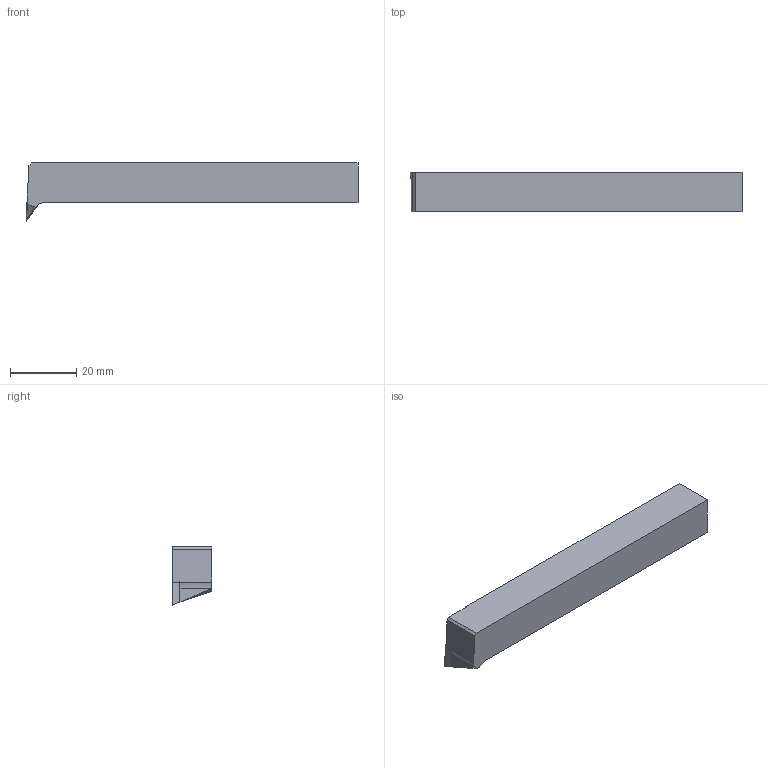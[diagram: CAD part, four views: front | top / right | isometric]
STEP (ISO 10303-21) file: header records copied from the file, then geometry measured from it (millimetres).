
FILE_DESCRIPTION (( 'STEP AP214' ), '1' );
FILE_NAME ('ISO-291-08.STEP', '2017-11-06T09:45:53', ( '' ), ( '' ), 'SwSTEP 2.0', 'SolidWorks 2017', '' );
FILE_SCHEMA (( 'AUTOMOTIVE_DESIGN' ));
Length unit declared in the file: millimetre
Products named in the file (1): ISO-291-08
Bounding box: 100 x 12 x 17.5 mm (x, y, z)
Volume: 14368.2 mm3; surface area: 5168.2 mm2
Topology: 1 solids, 1 shells, 29 faces, 93 edges, 65 vertices
Faces by surface type: plane 26, cylinder 3
Entity records: 1160 total; most frequent: CARTESIAN_POINT 194, ORIENTED_EDGE 186, DIRECTION 173, EDGE_CURVE 93, LINE 69, VECTOR 69, VERTEX_POINT 65, AXIS2_PLACEMENT_3D 52
